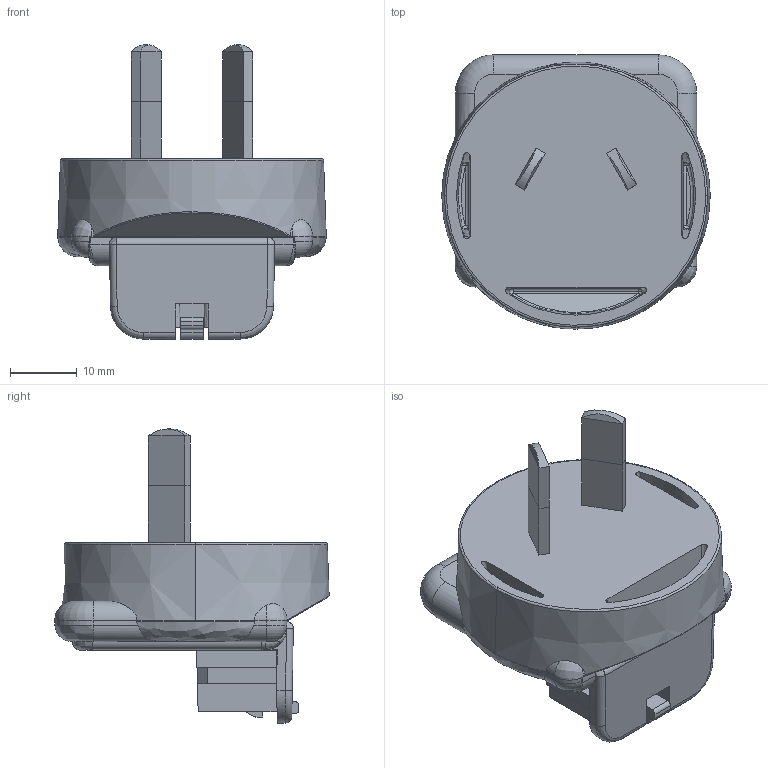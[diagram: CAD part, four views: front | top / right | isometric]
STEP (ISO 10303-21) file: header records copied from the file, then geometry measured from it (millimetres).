
FILE_DESCRIPTION (( 'STEP AP203' ), '1' );
FILE_NAME ('AU0716-20161109.STEP', '2019-08-28T09:27:42', ( 'Sky123.Org' ), ( 'Sky123.Org' ), 'SwSTEP 2.0', 'SolidWorks 2014', '' );
FILE_SCHEMA (( 'CONFIG_CONTROL_DESIGN' ));
Length unit declared in the file: millimetre
Products named in the file (10): AUPINJIAO; AUPIN_ASM; COVER-BOTTOM-ADAPTER; COVER-TOP-AU; AU0716-20161109; ____2_1; ____1_1; TERMINAL-ADAPTER-B_ASM; PAD-ADAPTER; AUPIN
Assembly tree (10 placements, depth 3):
  AU0716-20161109
    COVER-TOP-AU
    TERMINAL-ADAPTER-B_ASM
      ____2_1
      ____1_1
    PAD-ADAPTER
    AUPIN_ASM  x2
      AUPIN
      AUPINJIAO
    COVER-BOTTOM-ADAPTER
Bounding box: 40.19 x 41.05 x 44.02 mm (x, y, z)
Volume: 11854.4 mm3; surface area: 15480.3 mm2
Topology: 9 solids, 9 shells, 769 faces, 2151 edges, 1408 vertices
Faces by surface type: plane 482, cylinder 196, cone 39, bspline 38, torus 14
Entity records: 31487 total; most frequent: CARTESIAN_POINT 12034, ORIENTED_EDGE 4096, DIRECTION 3476, EDGE_CURVE 2048, VECTOR 1356, LINE 1356, VERTEX_POINT 1340, AXIS2_PLACEMENT_3D 1060
